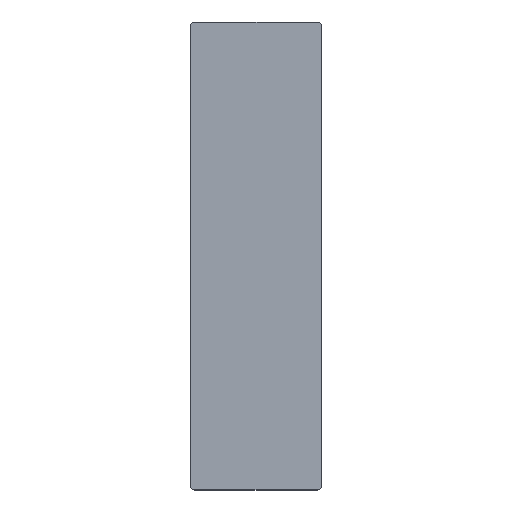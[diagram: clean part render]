
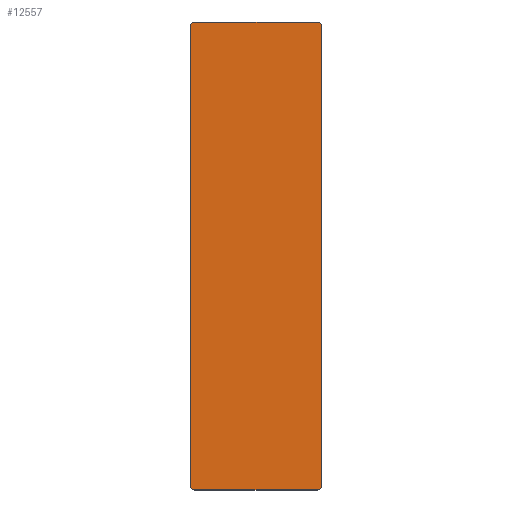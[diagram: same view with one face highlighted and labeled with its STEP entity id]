
A CAD part, top view. The second image highlights one B-rep face of the part: STEP entity #12557.
In plain terms, the highlighted planar face has unit normal (0, 0, 1).
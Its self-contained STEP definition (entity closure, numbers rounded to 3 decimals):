
#16 = CARTESIAN_POINT ( 'NONE',  ( -19.05, 72.5, 1.5 ) ) ;
#48 = VERTEX_POINT ( 'NONE', #10854 ) ;
#67 = DIRECTION ( 'NONE',  ( 1., 0., 0. ) ) ;
#81 = AXIS2_PLACEMENT_3D ( 'NONE', #7653, #11754, #1429 ) ;
#370 = VECTOR ( 'NONE', #8849, 1000. ) ;
#636 = VECTOR ( 'NONE', #10120, 1000. ) ;
#695 = DIRECTION ( 'NONE',  ( 0., 0., 1. ) ) ;
#773 = AXIS2_PLACEMENT_3D ( 'NONE', #9751, #11899, #12994 ) ;
#957 = VERTEX_POINT ( 'NONE', #1283 ) ;
#1002 = DIRECTION ( 'NONE',  ( 1., 0., 0. ) ) ;
#1016 = CIRCLE ( 'NONE', #81, 1.2 ) ;
#1177 = DIRECTION ( 'NONE',  ( 1., 0., 0. ) ) ;
#1283 = CARTESIAN_POINT ( 'NONE',  ( 20.25, -71.3, 1.5 ) ) ;
#1370 = DIRECTION ( 'NONE',  ( 0., 0., 1. ) ) ;
#1429 = DIRECTION ( 'NONE',  ( 1., 0., 0. ) ) ;
#1616 = CARTESIAN_POINT ( 'NONE',  ( 20.25, 72.5, 1.5 ) ) ;
#2746 = CARTESIAN_POINT ( 'NONE',  ( -19.05, -71.3, 1.5 ) ) ;
#2927 = EDGE_CURVE ( 'NONE', #10895, #12712, #10853, .T. ) ;
#2928 = CARTESIAN_POINT ( 'NONE',  ( 19.05, -72.5, 1.5 ) ) ;
#2952 = CARTESIAN_POINT ( 'NONE',  ( -20.25, 72.5, 1.5 ) ) ;
#2983 = AXIS2_PLACEMENT_3D ( 'NONE', #7104, #10227, #1002 ) ;
#3446 = ORIENTED_EDGE ( 'NONE', *, *, #5095, .T. ) ;
#3461 = EDGE_CURVE ( 'NONE', #12072, #48, #11820, .T. ) ;
#3892 = VECTOR ( 'NONE', #3909, 1000. ) ;
#3909 = DIRECTION ( 'NONE',  ( 1., 0., 0. ) ) ;
#4327 = AXIS2_PLACEMENT_3D ( 'NONE', #2746, #695, #5961 ) ;
#4660 = VERTEX_POINT ( 'NONE', #2928 ) ;
#4890 = FACE_OUTER_BOUND ( 'NONE', #7466, .T. ) ;
#5095 = EDGE_CURVE ( 'NONE', #5181, #12072, #11147, .T. ) ;
#5159 = CARTESIAN_POINT ( 'NONE',  ( -20.25, -71.3, 1.5 ) ) ;
#5181 = VERTEX_POINT ( 'NONE', #8271 ) ;
#5402 = PLANE ( 'NONE',  #7912 ) ;
#5518 = VECTOR ( 'NONE', #67, 1000. ) ;
#5822 = EDGE_CURVE ( 'NONE', #10074, #12712, #7271, .T. ) ;
#5863 = ORIENTED_EDGE ( 'NONE', *, *, #2927, .T. ) ;
#5961 = DIRECTION ( 'NONE',  ( 1., 0., 0. ) ) ;
#6008 = ORIENTED_EDGE ( 'NONE', *, *, #10141, .F. ) ;
#6826 = ORIENTED_EDGE ( 'NONE', *, *, #3461, .T. ) ;
#7104 = CARTESIAN_POINT ( 'NONE',  ( 19.05, -71.3, 1.5 ) ) ;
#7271 = LINE ( 'NONE', #2952, #3892 ) ;
#7466 = EDGE_LOOP ( 'NONE', ( #9733, #9450, #3446, #6826, #12293, #9298, #6008, #5863 ) ) ;
#7653 = CARTESIAN_POINT ( 'NONE',  ( -19.05, 71.3, 1.5 ) ) ;
#7912 = AXIS2_PLACEMENT_3D ( 'NONE', #8608, #1370, #1177 ) ;
#8256 = LINE ( 'NONE', #8353, #5518 ) ;
#8271 = CARTESIAN_POINT ( 'NONE',  ( -20.25, 71.3, 1.5 ) ) ;
#8353 = CARTESIAN_POINT ( 'NONE',  ( -20.25, -72.5, 1.5 ) ) ;
#8608 = CARTESIAN_POINT ( 'NONE',  ( 0., 0., 1.5 ) ) ;
#8725 = CARTESIAN_POINT ( 'NONE',  ( 20.25, 71.3, 1.5 ) ) ;
#8795 = LINE ( 'NONE', #1616, #370 ) ;
#8849 = DIRECTION ( 'NONE',  ( 0., -1., 0. ) ) ;
#9298 = ORIENTED_EDGE ( 'NONE', *, *, #11770, .T. ) ;
#9371 = EDGE_CURVE ( 'NONE', #10074, #5181, #1016, .T. ) ;
#9450 = ORIENTED_EDGE ( 'NONE', *, *, #9371, .T. ) ;
#9733 = ORIENTED_EDGE ( 'NONE', *, *, #5822, .F. ) ;
#9751 = CARTESIAN_POINT ( 'NONE',  ( 19.05, 71.3, 1.5 ) ) ;
#10072 = CARTESIAN_POINT ( 'NONE',  ( -20.25, 72.5, 1.5 ) ) ;
#10074 = VERTEX_POINT ( 'NONE', #16 ) ;
#10120 = DIRECTION ( 'NONE',  ( 0., -1., 0. ) ) ;
#10141 = EDGE_CURVE ( 'NONE', #10895, #957, #8795, .T. ) ;
#10227 = DIRECTION ( 'NONE',  ( 0., 0., 1. ) ) ;
#10853 = CIRCLE ( 'NONE', #773, 1.2 ) ;
#10854 = CARTESIAN_POINT ( 'NONE',  ( -19.05, -72.5, 1.5 ) ) ;
#10895 = VERTEX_POINT ( 'NONE', #8725 ) ;
#11147 = LINE ( 'NONE', #10072, #636 ) ;
#11690 = CIRCLE ( 'NONE', #2983, 1.2 ) ;
#11754 = DIRECTION ( 'NONE',  ( 0., 0., 1. ) ) ;
#11770 = EDGE_CURVE ( 'NONE', #4660, #957, #11690, .T. ) ;
#11820 = CIRCLE ( 'NONE', #4327, 1.2 ) ;
#11899 = DIRECTION ( 'NONE',  ( 0., 0., 1. ) ) ;
#12072 = VERTEX_POINT ( 'NONE', #5159 ) ;
#12293 = ORIENTED_EDGE ( 'NONE', *, *, #13362, .T. ) ;
#12557 = ADVANCED_FACE ( 'NONE', ( #4890 ), #5402, .T. ) ;
#12712 = VERTEX_POINT ( 'NONE', #12914 ) ;
#12914 = CARTESIAN_POINT ( 'NONE',  ( 19.05, 72.5, 1.5 ) ) ;
#12994 = DIRECTION ( 'NONE',  ( 1., 0., 0. ) ) ;
#13362 = EDGE_CURVE ( 'NONE', #48, #4660, #8256, .T. ) ;
